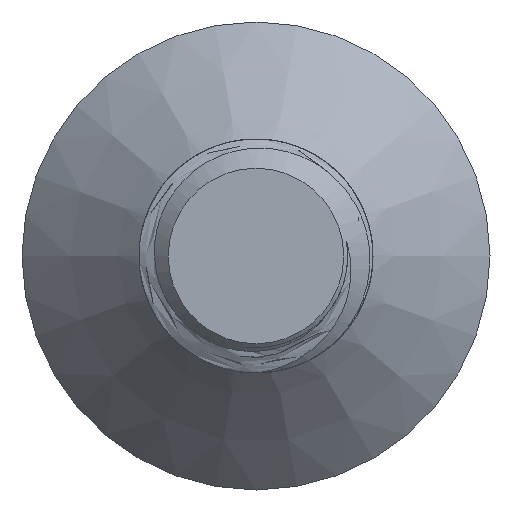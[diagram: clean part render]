
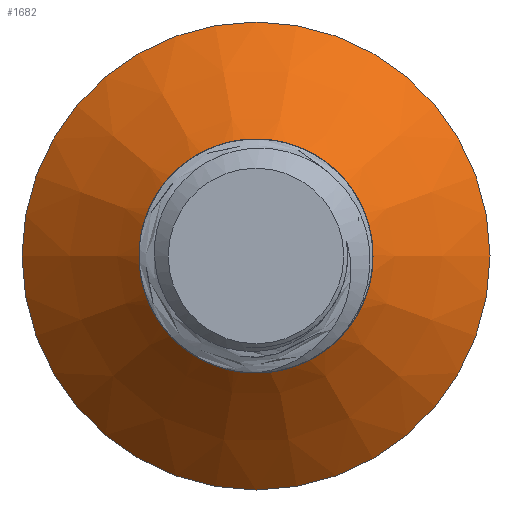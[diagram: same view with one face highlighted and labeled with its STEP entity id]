
A CAD part, left-side view. The second image highlights one B-rep face of the part: STEP entity #1682.
In plain terms, the highlighted conical face has half-angle 45 degrees and reference radius 3 mm.
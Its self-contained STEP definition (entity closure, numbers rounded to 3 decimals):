
#38=CONICAL_SURFACE('',#1794,3.,0.785);
#118=FACE_OUTER_BOUND('',#212,.T.);
#212=EDGE_LOOP('',(#1302,#1303,#1304,#1305,#1306,#1307,#1308,#1309));
#234=CIRCLE('',#1719,3.);
#237=CIRCLE('',#1795,6.);
#238=CIRCLE('',#1796,2.35);
#393=B_SPLINE_CURVE_WITH_KNOTS('',3,(#7547,#7548,#7549,#7550,#7551,#7552,
#7553,#7554,#7555,#7556,#7557,#7558,#7559,#7560,#7561,#7562,#7563,#7564,
#7565,#7566,#7567,#7568,#7569,#7570),.UNSPECIFIED.,.F.,.F.,(4,2,2,2,2,2,
2,2,2,2,2,4),(0.581,0.588,0.639,0.677,
0.705,0.725,0.741,0.752,0.76,
0.768,0.772,0.775),.UNSPECIFIED.);
#394=B_SPLINE_CURVE_WITH_KNOTS('',3,(#7572,#7573,#7574,#7575,#7576,#7577,
#7578,#7579,#7580,#7581,#7582,#7583,#7584,#7585),.UNSPECIFIED.,.F.,.F.,
(4,2,2,2,2,2,4),(0.,0.083,0.149,
0.217,0.294,0.335,0.374),
 .UNSPECIFIED.);
#395=B_SPLINE_CURVE_WITH_KNOTS('',3,(#7588,#7589,#7590,#7591,#7592,#7593,
#7594,#7595,#7596,#7597,#7598,#7599,#7600,#7601,#7602,#7603,#7604,#7605),
 .UNSPECIFIED.,.F.,.F.,(4,2,2,2,2,2,2,2,4),(0.,0.062,
0.127,0.223,0.31,0.392,
0.463,0.529,0.581),.UNSPECIFIED.);
#475=LINE('',#7546,#562);
#562=VECTOR('',#2056,3.);
#579=VERTEX_POINT('',#2133);
#580=VERTEX_POINT('',#2144);
#729=VERTEX_POINT('',#7543);
#730=VERTEX_POINT('',#7545);
#731=VERTEX_POINT('',#7571);
#732=VERTEX_POINT('',#7586);
#750=EDGE_CURVE('',#580,#579,#234,.T.);
#970=EDGE_CURVE('',#729,#729,#237,.T.);
#971=EDGE_CURVE('',#729,#730,#475,.T.);
#972=EDGE_CURVE('',#730,#580,#393,.T.);
#973=EDGE_CURVE('',#579,#731,#394,.T.);
#974=EDGE_CURVE('',#731,#732,#238,.T.);
#975=EDGE_CURVE('',#732,#730,#395,.T.);
#1302=ORIENTED_EDGE('',*,*,#970,.F.);
#1303=ORIENTED_EDGE('',*,*,#971,.T.);
#1304=ORIENTED_EDGE('',*,*,#972,.T.);
#1305=ORIENTED_EDGE('',*,*,#750,.T.);
#1306=ORIENTED_EDGE('',*,*,#973,.T.);
#1307=ORIENTED_EDGE('',*,*,#974,.T.);
#1308=ORIENTED_EDGE('',*,*,#975,.T.);
#1309=ORIENTED_EDGE('',*,*,#971,.F.);
#1682=ADVANCED_FACE('',(#118),#38,.T.);
#1719=AXIS2_PLACEMENT_3D('',#2145,#1831,#1832);
#1794=AXIS2_PLACEMENT_3D('',#7542,#2052,#2053);
#1795=AXIS2_PLACEMENT_3D('',#7544,#2054,#2055);
#1796=AXIS2_PLACEMENT_3D('',#7587,#2057,#2058);
#1831=DIRECTION('center_axis',(0.,0.,1.));
#1832=DIRECTION('ref_axis',(0.,-1.,0.));
#2052=DIRECTION('center_axis',(0.,0.,1.));
#2053=DIRECTION('ref_axis',(0.,-1.,0.));
#2054=DIRECTION('center_axis',(0.,0.,1.));
#2055=DIRECTION('ref_axis',(0.,-1.,0.));
#2056=DIRECTION('',(0.,-0.707,-0.707));
#2057=DIRECTION('center_axis',(0.,0.,1.));
#2058=DIRECTION('ref_axis',(1.,0.,0.));
#2133=CARTESIAN_POINT('',(2.851,-0.933,-3.3));
#2144=CARTESIAN_POINT('',(1.357,-2.676,-3.3));
#2145=CARTESIAN_POINT('Origin',(0.,0.,-3.3));
#7542=CARTESIAN_POINT('Origin',(0.,0.,-3.3));
#7543=CARTESIAN_POINT('',(0.,6.,-0.3));
#7544=CARTESIAN_POINT('Origin',(0.,0.,-0.3));
#7545=CARTESIAN_POINT('',(0.,2.635,-3.665));
#7546=CARTESIAN_POINT('',(0.,3.,-3.3));
#7547=CARTESIAN_POINT('Ctrl Pts',(0.,2.635,
-3.665));
#7548=CARTESIAN_POINT('Ctrl Pts',(-0.047,2.637,
-3.663));
#7549=CARTESIAN_POINT('Ctrl Pts',(-0.095,2.638,-3.661));
#7550=CARTESIAN_POINT('Ctrl Pts',(-0.481,2.631,-3.647));
#7551=CARTESIAN_POINT('Ctrl Pts',(-0.813,2.561,-3.634));
#7552=CARTESIAN_POINT('Ctrl Pts',(-1.35,2.338,-3.611));
#7553=CARTESIAN_POINT('Ctrl Pts',(-1.678,2.167,-3.598));
#7554=CARTESIAN_POINT('Ctrl Pts',(-2.243,1.596,-3.569));
#7555=CARTESIAN_POINT('Ctrl Pts',(-2.437,1.307,-3.556));
#7556=CARTESIAN_POINT('Ctrl Pts',(-2.672,0.759,-3.534));
#7557=CARTESIAN_POINT('Ctrl Pts',(-2.792,0.399,-3.52));
#7558=CARTESIAN_POINT('Ctrl Pts',(-2.799,-0.427,
-3.491));
#7559=CARTESIAN_POINT('Ctrl Pts',(-2.735,-0.779,
-3.478));
#7560=CARTESIAN_POINT('Ctrl Pts',(-2.518,-1.346,-3.456));
#7561=CARTESIAN_POINT('Ctrl Pts',(-2.35,-1.698,-3.442));
#7562=CARTESIAN_POINT('Ctrl Pts',(-1.761,-2.315,-3.414));
#7563=CARTESIAN_POINT('Ctrl Pts',(-1.464,-2.529,-3.401));
#7564=CARTESIAN_POINT('Ctrl Pts',(-0.785,-2.845,
-3.374));
#7565=CARTESIAN_POINT('Ctrl Pts',(-0.407,-2.936,
-3.361));
#7566=CARTESIAN_POINT('Ctrl Pts',(0.138,-2.958,-3.343));
#7567=CARTESIAN_POINT('Ctrl Pts',(0.389,-2.956,-3.335));
#7568=CARTESIAN_POINT('Ctrl Pts',(0.923,-2.847,-3.316));
#7569=CARTESIAN_POINT('Ctrl Pts',(1.145,-2.774,-3.308));
#7570=CARTESIAN_POINT('Ctrl Pts',(1.357,-2.676,-3.3));
#7571=CARTESIAN_POINT('',(-1.057,-2.099,-3.95));
#7572=CARTESIAN_POINT('Ctrl Pts',(2.851,-0.933,-3.3));
#7573=CARTESIAN_POINT('Ctrl Pts',(2.734,-1.18,-3.335));
#7574=CARTESIAN_POINT('Ctrl Pts',(2.582,-1.409,-3.371));
#7575=CARTESIAN_POINT('Ctrl Pts',(2.257,-1.779,-3.435));
#7576=CARTESIAN_POINT('Ctrl Pts',(2.05,-1.978,-3.47));
#7577=CARTESIAN_POINT('Ctrl Pts',(1.495,-2.325,-3.556));
#7578=CARTESIAN_POINT('Ctrl Pts',(1.185,-2.446,-3.602));
#7579=CARTESIAN_POINT('Ctrl Pts',(0.489,-2.577,-3.704));
#7580=CARTESIAN_POINT('Ctrl Pts',(0.129,-2.562,-3.753));
#7581=CARTESIAN_POINT('Ctrl Pts',(-0.342,-2.459,
-3.823));
#7582=CARTESIAN_POINT('Ctrl Pts',(-0.499,-2.406,
-3.848));
#7583=CARTESIAN_POINT('Ctrl Pts',(-0.794,-2.271,-3.899));
#7584=CARTESIAN_POINT('Ctrl Pts',(-0.93,-2.192,
-3.924));
#7585=CARTESIAN_POINT('Ctrl Pts',(-1.057,-2.099,-3.95));
#7586=CARTESIAN_POINT('',(0.737,-2.232,-3.95));
#7587=CARTESIAN_POINT('Origin',(0.,0.,-3.95));
#7588=CARTESIAN_POINT('Ctrl Pts',(0.737,-2.232,-3.95));
#7589=CARTESIAN_POINT('Ctrl Pts',(0.934,-2.176,-3.941));
#7590=CARTESIAN_POINT('Ctrl Pts',(1.124,-2.095,-3.932));
#7591=CARTESIAN_POINT('Ctrl Pts',(1.487,-1.879,-3.913));
#7592=CARTESIAN_POINT('Ctrl Pts',(1.656,-1.744,-3.905));
#7593=CARTESIAN_POINT('Ctrl Pts',(2.026,-1.356,-3.883));
#7594=CARTESIAN_POINT('Ctrl Pts',(2.199,-1.084,-3.869));
#7595=CARTESIAN_POINT('Ctrl Pts',(2.419,-0.517,-3.844));
#7596=CARTESIAN_POINT('Ctrl Pts',(2.485,-0.203,-3.831));
#7597=CARTESIAN_POINT('Ctrl Pts',(2.472,0.475,-3.804));
#7598=CARTESIAN_POINT('Ctrl Pts',(2.401,0.801,-3.791));
#7599=CARTESIAN_POINT('Ctrl Pts',(2.154,1.366,-3.765));
#7600=CARTESIAN_POINT('Ctrl Pts',(1.979,1.646,-3.753));
#7601=CARTESIAN_POINT('Ctrl Pts',(1.47,2.141,-3.726));
#7602=CARTESIAN_POINT('Ctrl Pts',(1.181,2.328,-3.712));
#7603=CARTESIAN_POINT('Ctrl Pts',(0.618,2.552,-3.688));
#7604=CARTESIAN_POINT('Ctrl Pts',(0.327,2.624,-3.676));
#7605=CARTESIAN_POINT('Ctrl Pts',(0.,2.635,
-3.665));
